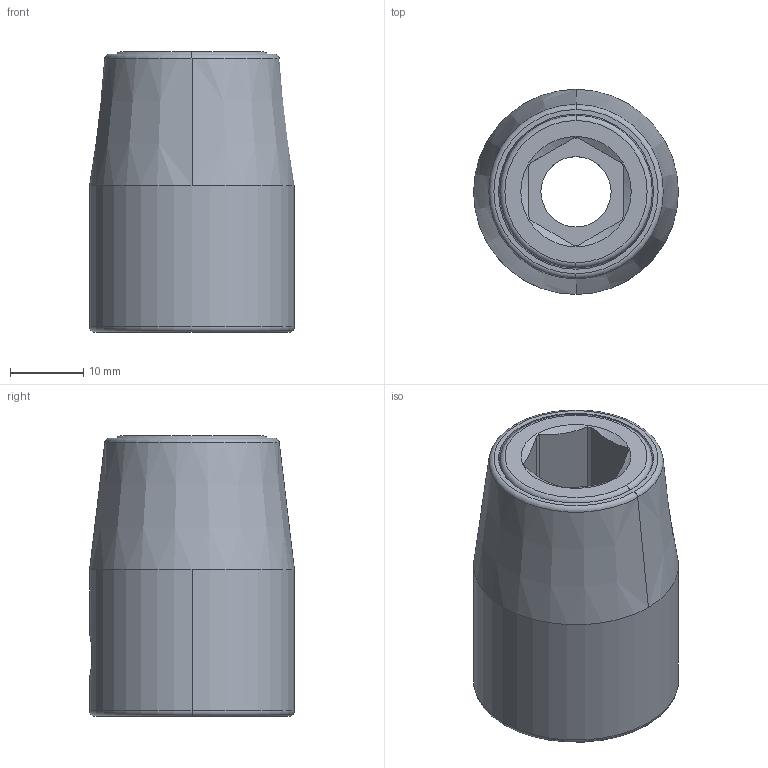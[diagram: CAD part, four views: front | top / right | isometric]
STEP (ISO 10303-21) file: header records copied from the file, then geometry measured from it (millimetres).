
FILE_DESCRIPTION((''),'2;1');
FILE_NAME('4027136313_ASM','2023-08-22T08:34:29',('A00565553'),(''),'CREO PARAMETRIC BY PTC INC, 2022414','CREO PARAMETRIC BY PTC INC, 2022414','');
FILE_SCHEMA(('CONFIG_CONTROL_DESIGN','GEOMETRIC_VALIDATION_PROPERTIES_MIM'));
Length unit declared in the file: millimetre
Products named in the file (3): 4027130013; 4027039676; 4027136313_ASM
Assembly tree (2 placements, depth 2):
  4027136313_ASM
    4027130013
    4027039676
Bounding box: 28 x 28 x 38.3 mm (x, y, z)
Volume: 15154.1 mm3; surface area: 11441.3 mm2
Topology: 2 solids, 2 shells, 73 faces, 197 edges, 126 vertices
Faces by surface type: cylinder 29, plane 21, cone 14, torus 9
Entity records: 2967 total; most frequent: CARTESIAN_POINT 741, DIRECTION 400, ORIENTED_EDGE 394, EDGE_CURVE 197, AXIS2_PLACEMENT_3D 166, VERTEX_POINT 126, CIRCLE 88, EDGE_LOOP 81
